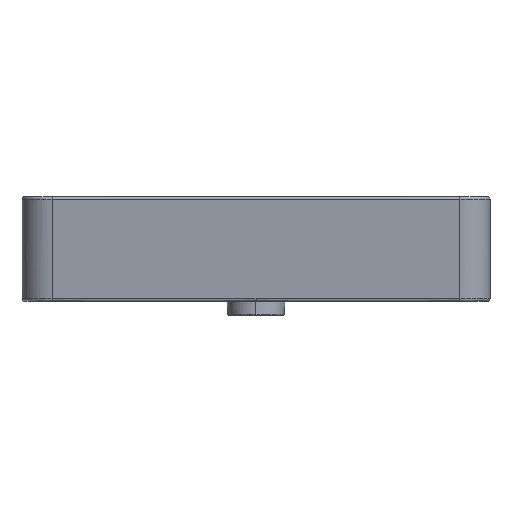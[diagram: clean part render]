
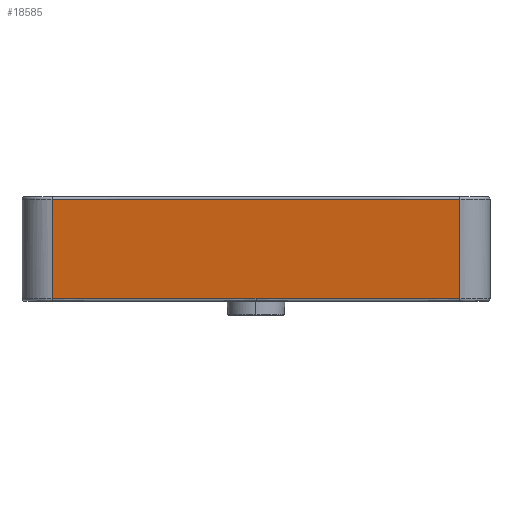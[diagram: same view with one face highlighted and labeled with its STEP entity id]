
A CAD part, top view. The second image highlights one B-rep face of the part: STEP entity #18585.
In plain terms, the highlighted free-form (B-spline) face has degree [3, 1] with [4, 2] control points.
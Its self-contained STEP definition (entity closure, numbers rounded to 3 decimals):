
#158 = CARTESIAN_POINT ( 'NONE',  ( 244., 2., 170.456 ) ) ;
#267 = VECTOR ( 'NONE', #8269, 1000. ) ;
#456 = CARTESIAN_POINT ( 'NONE',  ( 0., 4.605, 170.802 ) ) ;
#546 = CARTESIAN_POINT ( 'NONE',  ( -81.333, 4.605, 170.802 ) ) ;
#1150 = CARTESIAN_POINT ( 'NONE',  ( 0., 4.605, 170.802 ) ) ;
#1843 = CARTESIAN_POINT ( 'NONE',  ( -93.333, 127., 187.049 ) ) ;
#3074 = VERTEX_POINT ( 'NONE', #456 ) ;
#3283 = CARTESIAN_POINT ( 'NONE',  ( 280., 2., 170.456 ) ) ;
#3686 = EDGE_CURVE ( 'NONE', #15486, #13744, #5078, .T. ) ;
#4792 = EDGE_CURVE ( 'NONE', #18480, #15486, #22923, .T. ) ;
#5078 = LINE ( 'NONE', #14998, #21502 ) ;
#5170 = ORIENTED_EDGE ( 'NONE', *, *, #18367, .T. ) ;
#5225 = CARTESIAN_POINT ( 'NONE',  ( -244., 123.605, 186.599 ) ) ;
#5231 = CARTESIAN_POINT ( 'NONE',  ( 244., 123.605, 186.599 ) ) ;
#5626 = CARTESIAN_POINT ( 'NONE',  ( -93.333, 2., 170.456 ) ) ;
#5720 = EDGE_CURVE ( 'NONE', #3074, #25289, #22787, .T. ) ;
#6447 = CARTESIAN_POINT ( 'NONE',  ( 244., 4.605, 170.802 ) ) ;
#7053 = DIRECTION ( 'NONE',  ( 0., -0.991, -0.132 ) ) ;
#7327 = CARTESIAN_POINT ( 'NONE',  ( -81.333, 123.605, 186.599 ) ) ;
#7724 = CARTESIAN_POINT ( 'NONE',  ( 280., 127., 187.049 ) ) ;
#8269 = DIRECTION ( 'NONE',  ( 0., 0.991, 0.132 ) ) ;
#9278 = CARTESIAN_POINT ( 'NONE',  ( 81.333, 123.605, 186.599 ) ) ;
#9410 = CARTESIAN_POINT ( 'NONE',  ( 244., 123.605, 186.599 ) ) ;
#11918 = CARTESIAN_POINT ( 'NONE',  ( -244., 4.605, 170.802 ) ) ;
#12182 = LINE ( 'NONE', #158, #267 ) ;
#13320 = ORIENTED_EDGE ( 'NONE', *, *, #5720, .T. ) ;
#13588 = CARTESIAN_POINT ( 'NONE',  ( 93.333, 127., 187.049 ) ) ;
#13744 = VERTEX_POINT ( 'NONE', #11918 ) ;
#13843 = CARTESIAN_POINT ( 'NONE',  ( -280., 2., 170.456 ) ) ;
#13951 = ORIENTED_EDGE ( 'NONE', *, *, #4792, .T. ) ;
#14261 = CARTESIAN_POINT ( 'NONE',  ( -162.667, 4.605, 170.802 ) ) ;
#14998 = CARTESIAN_POINT ( 'NONE',  ( -244., 127., 187.049 ) ) ;
#15122 = CARTESIAN_POINT ( 'NONE',  ( 81.333, 4.605, 170.802 ) ) ;
#15486 = VERTEX_POINT ( 'NONE', #24488 ) ;
#15806 = CARTESIAN_POINT ( 'NONE',  ( -280., 127., 187.049 ) ) ;
#16792 = B_SPLINE_CURVE_WITH_KNOTS ( 'NONE', 3,
 ( #24176, #14261, #546, #20263 ),
 .UNSPECIFIED., .F., .F.,
 ( 4, 4 ),
 ( 0., 1. ),
 .UNSPECIFIED. ) ;
#17069 = B_SPLINE_SURFACE_WITH_KNOTS ( 'NONE', 3, 1, ( 
 ( #15806, #13843 ),
 ( #1843, #5626 ),
 ( #13588, #23763 ),
 ( #7724, #3283 ) ),
 .UNSPECIFIED., .F., .F., .F.,
 ( 4, 4 ),
 ( 2, 2 ),
 ( 0., 1. ),
 ( 0., 1. ),
 .UNSPECIFIED. ) ;
#17242 = FACE_OUTER_BOUND ( 'NONE', #17989, .T. ) ;
#17604 = CARTESIAN_POINT ( 'NONE',  ( 162.667, 4.605, 170.802 ) ) ;
#17989 = EDGE_LOOP ( 'NONE', ( #5170, #13320, #20865, #13951, #22570 ) ) ;
#18367 = EDGE_CURVE ( 'NONE', #13744, #3074, #16792, .T. ) ;
#18480 = VERTEX_POINT ( 'NONE', #5231 ) ;
#18585 = ADVANCED_FACE ( 'NONE', ( #17242 ), #17069, .F. ) ;
#19444 = EDGE_CURVE ( 'NONE', #25289, #18480, #12182, .T. ) ;
#20263 = CARTESIAN_POINT ( 'NONE',  ( 0., 4.605, 170.802 ) ) ;
#20865 = ORIENTED_EDGE ( 'NONE', *, *, #19444, .T. ) ;
#21502 = VECTOR ( 'NONE', #7053, 1000. ) ;
#22570 = ORIENTED_EDGE ( 'NONE', *, *, #3686, .T. ) ;
#22787 = B_SPLINE_CURVE_WITH_KNOTS ( 'NONE', 3,
 ( #1150, #15122, #17604, #25421 ),
 .UNSPECIFIED., .F., .F.,
 ( 4, 4 ),
 ( 0., 1. ),
 .UNSPECIFIED. ) ;
#22923 = B_SPLINE_CURVE_WITH_KNOTS ( 'NONE', 3,
 ( #9410, #9278, #7327, #5225 ),
 .UNSPECIFIED., .F., .F.,
 ( 4, 4 ),
 ( 0., 1. ),
 .UNSPECIFIED. ) ;
#23763 = CARTESIAN_POINT ( 'NONE',  ( 93.333, 2., 170.456 ) ) ;
#24176 = CARTESIAN_POINT ( 'NONE',  ( -244., 4.605, 170.802 ) ) ;
#24488 = CARTESIAN_POINT ( 'NONE',  ( -244., 123.605, 186.599 ) ) ;
#25289 = VERTEX_POINT ( 'NONE', #6447 ) ;
#25421 = CARTESIAN_POINT ( 'NONE',  ( 244., 4.605, 170.802 ) ) ;
